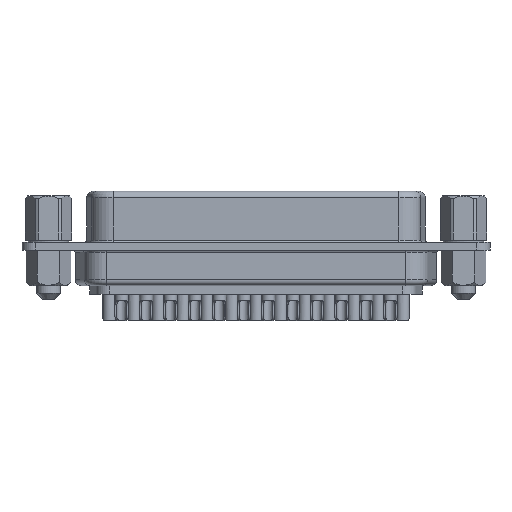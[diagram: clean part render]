
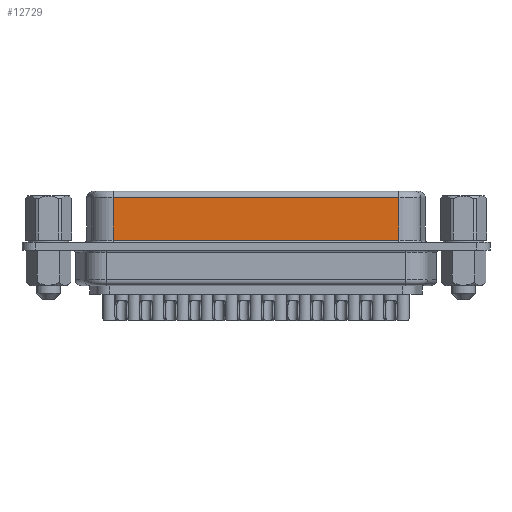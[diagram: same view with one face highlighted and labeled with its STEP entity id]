
A CAD part, front view. The second image highlights one B-rep face of the part: STEP entity #12729.
In plain terms, the highlighted planar face has unit normal (0, -1, 0).
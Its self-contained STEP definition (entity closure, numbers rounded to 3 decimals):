
#414 = EDGE_LOOP ( 'NONE', ( #8650, #8147, #8493, #8584 ) ) ;
#1248 = CARTESIAN_POINT ( 'NONE',  ( 16.179, -3.95, 0.7 ) ) ;
#1250 = DIRECTION ( 'NONE',  ( 1., 0., 0. ) ) ;
#2703 = FACE_OUTER_BOUND ( 'NONE', #414, .T. ) ;
#4116 = CARTESIAN_POINT ( 'NONE',  ( 16.179, -3.95, 0.7 ) ) ;
#4220 = CARTESIAN_POINT ( 'NONE',  ( -16.179, -3.95, 0.7 ) ) ;
#4238 = CARTESIAN_POINT ( 'NONE',  ( 16.179, -3.95, 5.5 ) ) ;
#4368 = CARTESIAN_POINT ( 'NONE',  ( -16.179, -3.95, 5.5 ) ) ;
#7735 = AXIS2_PLACEMENT_3D ( 'NONE', #10994, #10999, #11000 ) ;
#8147 = ORIENTED_EDGE ( 'NONE', *, *, #13685, .T. ) ;
#8493 = ORIENTED_EDGE ( 'NONE', *, *, #13627, .F. ) ;
#8584 = ORIENTED_EDGE ( 'NONE', *, *, #13548, .T. ) ;
#8650 = ORIENTED_EDGE ( 'NONE', *, *, #13075, .T. ) ;
#10234 = VERTEX_POINT ( 'NONE', #4116 ) ;
#10400 = VERTEX_POINT ( 'NONE', #4220 ) ;
#10416 = VERTEX_POINT ( 'NONE', #4238 ) ;
#10622 = VERTEX_POINT ( 'NONE', #4368 ) ;
#10992 = PLANE ( 'NONE',  #7735 ) ;
#10994 = CARTESIAN_POINT ( 'NONE',  ( -16.179, -3.95, 6.25 ) ) ;
#10999 = DIRECTION ( 'NONE',  ( 0., 1., 0. ) ) ;
#11000 = DIRECTION ( 'NONE',  ( 0., 0., 1. ) ) ;
#12338 = LINE ( 'NONE', #15853, #12343 ) ;
#12343 = VECTOR ( 'NONE', #15860, 1000. ) ;
#12729 = ADVANCED_FACE ( 'NONE', ( #2703 ), #10992, .F. ) ;
#13075 = EDGE_CURVE ( 'NONE', #10622, #10400, #12338, .T. ) ;
#13548 = EDGE_CURVE ( 'NONE', #10416, #10622, #17601, .T. ) ;
#13627 = EDGE_CURVE ( 'NONE', #10416, #10234, #17686, .T. ) ;
#13685 = EDGE_CURVE ( 'NONE', #10400, #10234, #17777, .T. ) ;
#15853 = CARTESIAN_POINT ( 'NONE',  ( -16.179, -3.95, 6.25 ) ) ;
#15860 = DIRECTION ( 'NONE',  ( 0., 0., -1. ) ) ;
#17601 = LINE ( 'NONE', #18479, #17603 ) ;
#17603 = VECTOR ( 'NONE', #18480, 1000. ) ;
#17686 = LINE ( 'NONE', #18833, #17689 ) ;
#17689 = VECTOR ( 'NONE', #18834, 1000. ) ;
#17777 = LINE ( 'NONE', #1248, #17779 ) ;
#17779 = VECTOR ( 'NONE', #1250, 1000. ) ;
#18479 = CARTESIAN_POINT ( 'NONE',  ( -16.179, -3.95, 5.5 ) ) ;
#18480 = DIRECTION ( 'NONE',  ( -1., 0., 0. ) ) ;
#18833 = CARTESIAN_POINT ( 'NONE',  ( 16.179, -3.95, 6.25 ) ) ;
#18834 = DIRECTION ( 'NONE',  ( 0., 0., -1. ) ) ;
